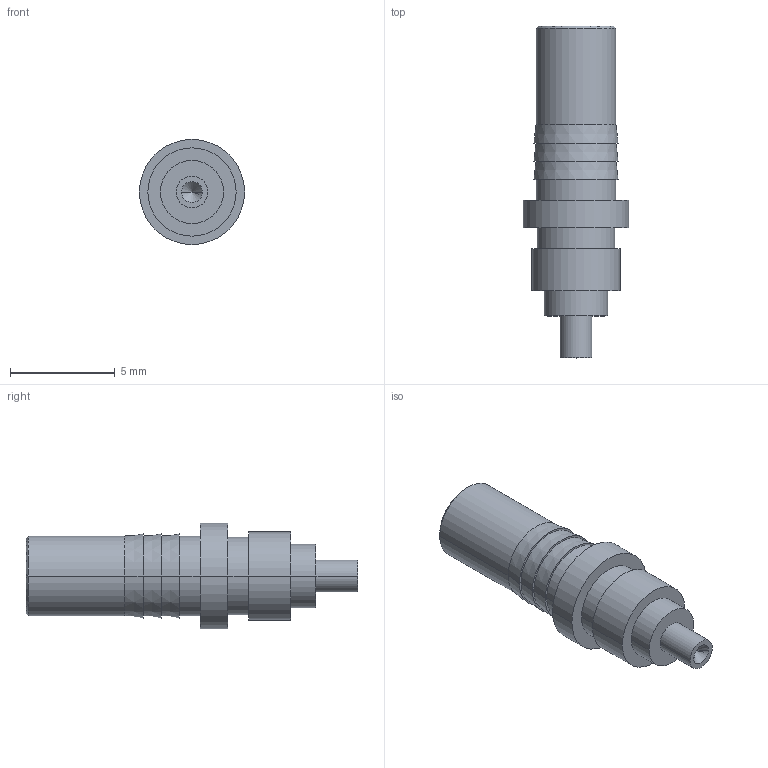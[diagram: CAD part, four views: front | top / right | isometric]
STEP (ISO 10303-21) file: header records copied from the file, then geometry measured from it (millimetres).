
FILE_DESCRIPTION((''),'2;1');
FILE_NAME('00112061202','2020-02-04T',('presta_be4'),(''),'CREO PARAMETRIC BY PTC INC, 2018360','CREO PARAMETRIC BY PTC INC, 2018360','');
FILE_SCHEMA(('CONFIG_CONTROL_DESIGN'));
Length unit declared in the file: millimetre
Products named in the file (1): 00112061202
Bounding box: 5.01 x 15.81 x 5.01 mm (x, y, z)
Volume: 124.3 mm3; surface area: 388.9 mm2
Topology: 1 solids, 3 shells, 118 faces, 288 edges, 185 vertices
Faces by surface type: plane 50, cylinder 38, cone 30
Entity records: 3640 total; most frequent: CARTESIAN_POINT 749, DIRECTION 634, ORIENTED_EDGE 564, EDGE_CURVE 282, AXIS2_PLACEMENT_3D 250, VERTEX_POINT 185, EDGE_LOOP 137, VECTOR 134
